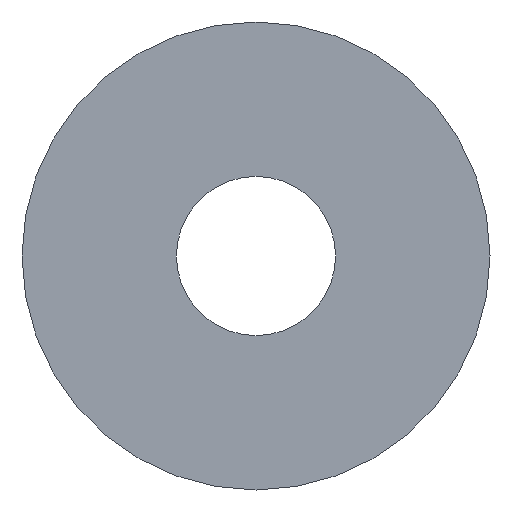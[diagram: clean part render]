
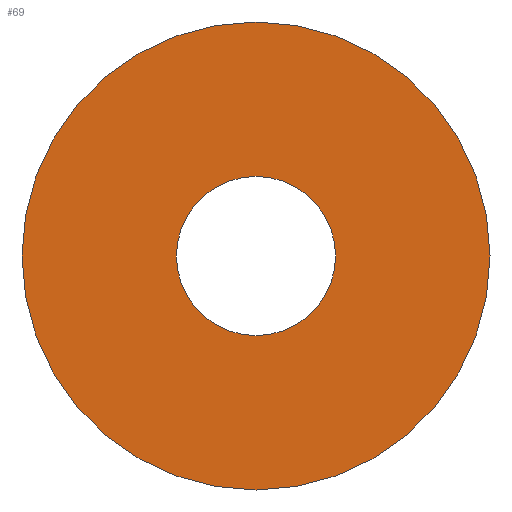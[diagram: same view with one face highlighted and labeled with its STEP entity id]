
A CAD part, front view. The second image highlights one B-rep face of the part: STEP entity #69.
In plain terms, the highlighted planar face has unit normal (0, -1, 0).
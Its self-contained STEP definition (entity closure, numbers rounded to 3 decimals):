
#11 = DIRECTION ( 'NONE',  ( 0., 0., 1. ) ) ;
#28 = CARTESIAN_POINT ( 'NONE',  ( 0., 0., 0. ) ) ;
#40 = ORIENTED_EDGE ( 'NONE', *, *, #541, .F. ) ;
#61 = AXIS2_PLACEMENT_3D ( 'NONE', #28, #527, #305 ) ;
#69 = ADVANCED_FACE ( 'NONE', ( #126, #594 ), #531, .F. ) ;
#102 = EDGE_CURVE ( 'NONE', #427, #589, #496, .T. ) ;
#103 = CARTESIAN_POINT ( 'NONE',  ( 0., 0., 8.5 ) ) ;
#126 = FACE_BOUND ( 'NONE', #254, .T. ) ;
#157 = ORIENTED_EDGE ( 'NONE', *, *, #102, .F. ) ;
#162 = VERTEX_POINT ( 'NONE', #251 ) ;
#173 = AXIS2_PLACEMENT_3D ( 'NONE', #498, #219, #675 ) ;
#179 = ORIENTED_EDGE ( 'NONE', *, *, #275, .F. ) ;
#219 = DIRECTION ( 'NONE',  ( 0., -1., 0. ) ) ;
#251 = CARTESIAN_POINT ( 'NONE',  ( 0., 0., 25. ) ) ;
#252 = EDGE_LOOP ( 'NONE', ( #179, #40 ) ) ;
#254 = EDGE_LOOP ( 'NONE', ( #157, #428 ) ) ;
#275 = EDGE_CURVE ( 'NONE', #335, #162, #674, .T. ) ;
#295 = CIRCLE ( 'NONE', #173, 8.5 ) ;
#299 = DIRECTION ( 'NONE',  ( 0., 1., 0. ) ) ;
#305 = DIRECTION ( 'NONE',  ( 0., 0., -1. ) ) ;
#326 = DIRECTION ( 'NONE',  ( 0., 1., 0. ) ) ;
#335 = VERTEX_POINT ( 'NONE', #400 ) ;
#400 = CARTESIAN_POINT ( 'NONE',  ( 0., 0., -25. ) ) ;
#413 = CARTESIAN_POINT ( 'NONE',  ( 0., 0., 0. ) ) ;
#427 = VERTEX_POINT ( 'NONE', #532 ) ;
#428 = ORIENTED_EDGE ( 'NONE', *, *, #512, .F. ) ;
#439 = CARTESIAN_POINT ( 'NONE',  ( 0., 0., 0. ) ) ;
#455 = DIRECTION ( 'NONE',  ( 0., 1., 0. ) ) ;
#481 = CIRCLE ( 'NONE', #593, 25. ) ;
#496 = CIRCLE ( 'NONE', #61, 8.5 ) ;
#498 = CARTESIAN_POINT ( 'NONE',  ( 0., 0., 0. ) ) ;
#512 = EDGE_CURVE ( 'NONE', #589, #427, #295, .T. ) ;
#527 = DIRECTION ( 'NONE',  ( 0., -1., 0. ) ) ;
#531 = PLANE ( 'NONE',  #585 ) ;
#532 = CARTESIAN_POINT ( 'NONE',  ( 0., 0., -8.5 ) ) ;
#541 = EDGE_CURVE ( 'NONE', #162, #335, #481, .T. ) ;
#557 = AXIS2_PLACEMENT_3D ( 'NONE', #577, #455, #638 ) ;
#577 = CARTESIAN_POINT ( 'NONE',  ( 0., 0., 0. ) ) ;
#585 = AXIS2_PLACEMENT_3D ( 'NONE', #413, #299, #637 ) ;
#589 = VERTEX_POINT ( 'NONE', #103 ) ;
#593 = AXIS2_PLACEMENT_3D ( 'NONE', #439, #326, #11 ) ;
#594 = FACE_OUTER_BOUND ( 'NONE', #252, .T. ) ;
#637 = DIRECTION ( 'NONE',  ( 0., 0., 1. ) ) ;
#638 = DIRECTION ( 'NONE',  ( 0., 0., 1. ) ) ;
#674 = CIRCLE ( 'NONE', #557, 25. ) ;
#675 = DIRECTION ( 'NONE',  ( 0., 0., -1. ) ) ;
